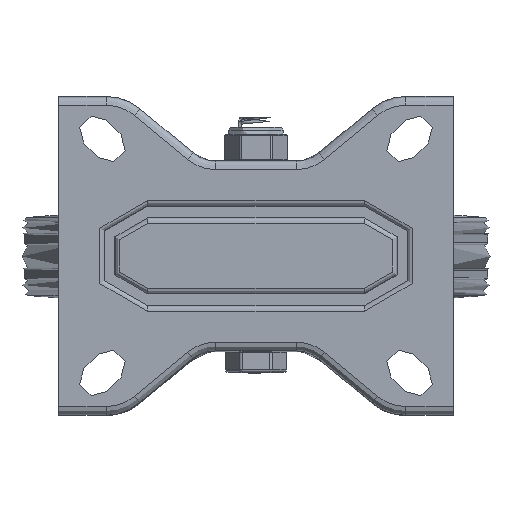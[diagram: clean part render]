
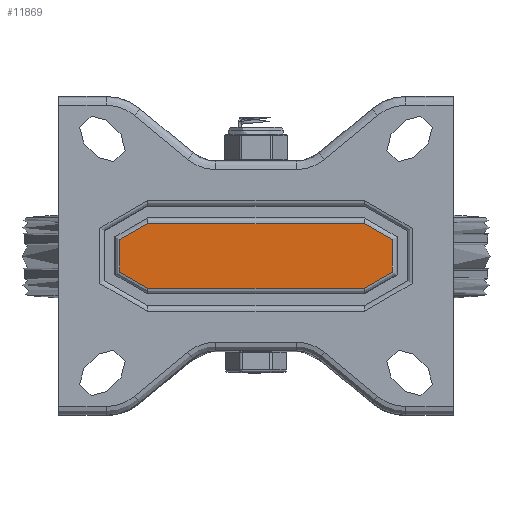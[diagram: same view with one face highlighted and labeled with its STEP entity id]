
A CAD part, top view. The second image highlights one B-rep face of the part: STEP entity #11869.
In plain terms, the highlighted planar face has unit normal (0, 0, 1).
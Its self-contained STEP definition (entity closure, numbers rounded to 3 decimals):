
#489=PLANE('',#12868);
#1435=FACE_OUTER_BOUND('',#2179,.T.);
#2179=EDGE_LOOP('',(#8444,#8445,#8446,#8447));
#3007=LINE('',#17950,#3682);
#3009=LINE('',#17953,#3684);
#3682=VECTOR('',#14563,2.);
#3684=VECTOR('',#14567,2.);
#4201=CIRCLE('',#12642,11.064);
#4205=CIRCLE('',#12647,11.064);
#4847=VERTEX_POINT('',#17151);
#4848=VERTEX_POINT('',#17152);
#4851=VERTEX_POINT('',#17160);
#4852=VERTEX_POINT('',#17161);
#6025=EDGE_CURVE('',#4847,#4848,#4201,.T.);
#6029=EDGE_CURVE('',#4851,#4852,#4205,.T.);
#6344=EDGE_CURVE('',#4848,#4851,#3007,.T.);
#6346=EDGE_CURVE('',#4852,#4847,#3009,.T.);
#8444=ORIENTED_EDGE('',*,*,#6029,.F.);
#8445=ORIENTED_EDGE('',*,*,#6344,.F.);
#8446=ORIENTED_EDGE('',*,*,#6025,.F.);
#8447=ORIENTED_EDGE('',*,*,#6346,.F.);
#11869=ADVANCED_FACE('',(#1435),#489,.T.);
#12642=AXIS2_PLACEMENT_3D('',#17153,#13957,#13958);
#12647=AXIS2_PLACEMENT_3D('',#17162,#13967,#13968);
#12868=AXIS2_PLACEMENT_3D('',#17955,#14569,#14570);
#13957=DIRECTION('center_axis',(0.,0.,-1.));
#13958=DIRECTION('ref_axis',(-1.,0.,0.));
#13967=DIRECTION('center_axis',(0.,0.,-1.));
#13968=DIRECTION('ref_axis',(1.,0.,0.));
#14563=DIRECTION('',(-1.,0.,0.));
#14567=DIRECTION('',(1.,0.,0.));
#14569=DIRECTION('center_axis',(0.,0.,1.));
#14570=DIRECTION('ref_axis',(1.,0.,0.));
#17151=CARTESIAN_POINT('',(37.,11.064,0.));
#17152=CARTESIAN_POINT('',(37.,-11.064,0.));
#17153=CARTESIAN_POINT('Origin',(37.,0.,
0.));
#17160=CARTESIAN_POINT('',(-37.,-11.064,0.));
#17161=CARTESIAN_POINT('',(-37.,11.064,0.));
#17162=CARTESIAN_POINT('Origin',(-37.,0.,
0.));
#17950=CARTESIAN_POINT('',(0.,-11.064,0.));
#17953=CARTESIAN_POINT('',(0.,11.064,0.));
#17955=CARTESIAN_POINT('Origin',(0.,0.,0.));
